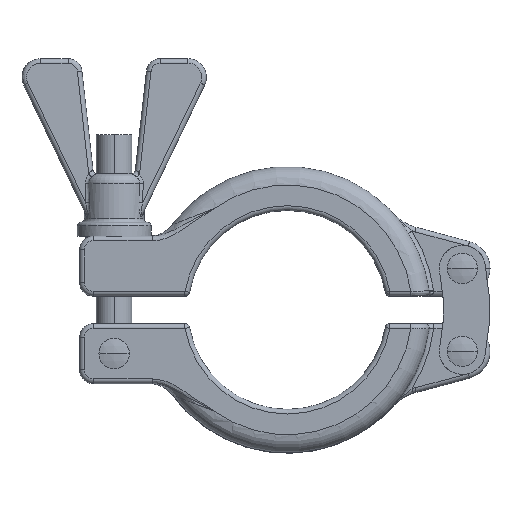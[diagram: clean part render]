
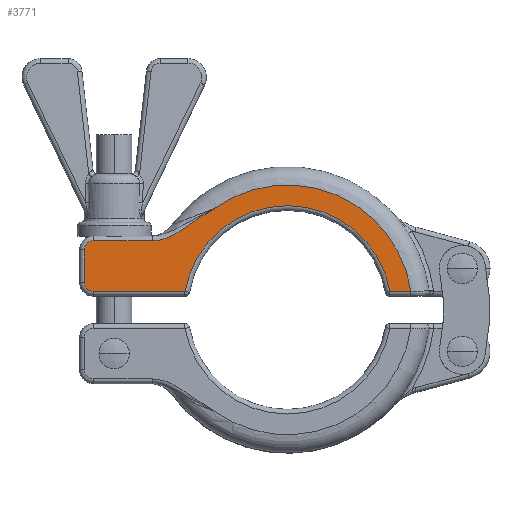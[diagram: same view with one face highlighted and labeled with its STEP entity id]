
A CAD part, top view. The second image highlights one B-rep face of the part: STEP entity #3771.
In plain terms, the highlighted planar face has unit normal (0, 0, 1).
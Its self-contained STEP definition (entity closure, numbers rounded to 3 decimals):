
#750 = AXIS2_PLACEMENT_3D ( 'NONE', #15264, #11550, #10511 ) ;
#815 = VECTOR ( 'NONE', #4110, 1000. ) ;
#987 = CARTESIAN_POINT ( 'NONE',  ( -24.388, 16.338, 8.5 ) ) ;
#1056 = ORIENTED_EDGE ( 'NONE', *, *, #13030, .T. ) ;
#1101 = CARTESIAN_POINT ( 'NONE',  ( -21.391, 4., 8.5 ) ) ;
#1613 = PLANE ( 'NONE',  #5279 ) ;
#1653 = LINE ( 'NONE', #6574, #4244 ) ;
#1969 = CARTESIAN_POINT ( 'NONE',  ( -42.1, 4., 8.5 ) ) ;
#2033 = CARTESIAN_POINT ( 'NONE',  ( 26.803, 4., 8.5 ) ) ;
#2116 = EDGE_CURVE ( 'NONE', #12604, #4608, #3333, .T. ) ;
#2194 = CARTESIAN_POINT ( 'NONE',  ( -19.627, 19.604, 8.5 ) ) ;
#2206 = ORIENTED_EDGE ( 'NONE', *, *, #12066, .T. ) ;
#2382 = DIRECTION ( 'NONE',  ( 1., 0., 0. ) ) ;
#2414 = VERTEX_POINT ( 'NONE', #1969 ) ;
#2529 = DIRECTION ( 'NONE',  ( 0., 0., -1. ) ) ;
#2733 = CARTESIAN_POINT ( 'NONE',  ( -44.1, 13., 8.5 ) ) ;
#2738 = FACE_OUTER_BOUND ( 'NONE', #13782, .T. ) ;
#3144 = ORIENTED_EDGE ( 'NONE', *, *, #5314, .T. ) ;
#3327 = CARTESIAN_POINT ( 'NONE',  ( -29.299, 15., 8.5 ) ) ;
#3333 = CIRCLE ( 'NONE', #9504, 22.6 ) ;
#3666 = AXIS2_PLACEMENT_3D ( 'NONE', #14333, #7240, #5801 ) ;
#3771 = ADVANCED_FACE ( 'NONE', ( #2738 ), #1613, .T. ) ;
#3806 = CARTESIAN_POINT ( 'NONE',  ( 0., 0., 8.5 ) ) ;
#3947 = CARTESIAN_POINT ( 'NONE',  ( -29.299, 15., 8.5 ) ) ;
#4110 = DIRECTION ( 'NONE',  ( 0., -1., 0. ) ) ;
#4244 = VECTOR ( 'NONE', #5364, 1000. ) ;
#4462 = CARTESIAN_POINT ( 'NONE',  ( -28.65, 15., 8.5 ) ) ;
#4523 = CARTESIAN_POINT ( 'NONE',  ( 26.933, 4., 8.5 ) ) ;
#4608 = VERTEX_POINT ( 'NONE', #13869 ) ;
#4705 = CARTESIAN_POINT ( 'NONE',  ( -26.165, 15.581, 8.5 ) ) ;
#4820 = LINE ( 'NONE', #1101, #8339 ) ;
#5279 = AXIS2_PLACEMENT_3D ( 'NONE', #3806, #6294, #6533 ) ;
#5314 = EDGE_CURVE ( 'NONE', #14031, #10892, #1653, .T. ) ;
#5353 = ORIENTED_EDGE ( 'NONE', *, *, #10340, .T. ) ;
#5364 = DIRECTION ( 'NONE',  ( -1., 0., 0. ) ) ;
#5600 = EDGE_CURVE ( 'NONE', #6342, #14031, #7300, .T. ) ;
#5725 = LINE ( 'NONE', #4523, #12305 ) ;
#5801 = DIRECTION ( 'NONE',  ( 1., 0., 0. ) ) ;
#6116 = DIRECTION ( 'NONE',  ( 0., 0., 1. ) ) ;
#6294 = DIRECTION ( 'NONE',  ( 0., 0., 1. ) ) ;
#6342 = VERTEX_POINT ( 'NONE', #15748 ) ;
#6533 = DIRECTION ( 'NONE',  ( 1., 0., 0. ) ) ;
#6565 = VERTEX_POINT ( 'NONE', #2033 ) ;
#6574 = CARTESIAN_POINT ( 'NONE',  ( -42.1, 15., 8.5 ) ) ;
#6976 = CARTESIAN_POINT ( 'NONE',  ( -44.1, 6., 8.5 ) ) ;
#7122 = CARTESIAN_POINT ( 'NONE',  ( -20.152, 19.235, 8.5 ) ) ;
#7240 = DIRECTION ( 'NONE',  ( 0., 0., 1. ) ) ;
#7300 = B_SPLINE_CURVE_WITH_KNOTS ( 'NONE', 3,
 ( #9459, #15648, #10818, #2194, #7122, #8241, #9538, #15486, #987, #12021, #4705, #9611, #14524, #15570, #4462, #3327 ),
 .UNSPECIFIED., .F., .F.,
 ( 4, 2, 2, 2, 2, 2, 2, 4 ),
 ( 0., 0.004, 0.006, 0.008, 0.012, 0.012, 0.013, 0.015 ),
 .UNSPECIFIED. ) ;
#7589 = AXIS2_PLACEMENT_3D ( 'NONE', #11025, #6116, #14497 ) ;
#7740 = EDGE_CURVE ( 'NONE', #12908, #14453, #15209, .T. ) ;
#7962 = EDGE_CURVE ( 'NONE', #6565, #6342, #11126, .T. ) ;
#8045 = CARTESIAN_POINT ( 'NONE',  ( -44.1, 6., 8.5 ) ) ;
#8237 = CARTESIAN_POINT ( 'NONE',  ( -22.243, 4., 8.5 ) ) ;
#8241 = CARTESIAN_POINT ( 'NONE',  ( -21.201, 18.494, 8.5 ) ) ;
#8339 = VECTOR ( 'NONE', #2382, 1000. ) ;
#9459 = CARTESIAN_POINT ( 'NONE',  ( -15.824, 22., 8.5 ) ) ;
#9504 = AXIS2_PLACEMENT_3D ( 'NONE', #13574, #2529, #12280 ) ;
#9538 = CARTESIAN_POINT ( 'NONE',  ( -21.724, 18.121, 8.5 ) ) ;
#9611 = CARTESIAN_POINT ( 'NONE',  ( -26.775, 15.377, 8.5 ) ) ;
#9798 = ORIENTED_EDGE ( 'NONE', *, *, #2116, .T. ) ;
#10340 = EDGE_CURVE ( 'NONE', #2414, #12604, #4820, .T. ) ;
#10511 = DIRECTION ( 'NONE',  ( 1., 0., 0. ) ) ;
#10630 = DIRECTION ( 'NONE',  ( 1., 0., 0. ) ) ;
#10818 = CARTESIAN_POINT ( 'NONE',  ( -18.032, 20.685, 8.5 ) ) ;
#10892 = VERTEX_POINT ( 'NONE', #12770 ) ;
#11025 = CARTESIAN_POINT ( 'NONE',  ( -42.1, 6., 8.5 ) ) ;
#11126 = CIRCLE ( 'NONE', #3666, 27.1 ) ;
#11550 = DIRECTION ( 'NONE',  ( 0., 0., 1. ) ) ;
#12021 = CARTESIAN_POINT ( 'NONE',  ( -25.863, 15.698, 8.5 ) ) ;
#12066 = EDGE_CURVE ( 'NONE', #14453, #2414, #13763, .T. ) ;
#12280 = DIRECTION ( 'NONE',  ( 1., 0., 0. ) ) ;
#12305 = VECTOR ( 'NONE', #10630, 1000. ) ;
#12604 = VERTEX_POINT ( 'NONE', #8237 ) ;
#12747 = ORIENTED_EDGE ( 'NONE', *, *, #13521, .T. ) ;
#12770 = CARTESIAN_POINT ( 'NONE',  ( -42.1, 15., 8.5 ) ) ;
#12908 = VERTEX_POINT ( 'NONE', #2733 ) ;
#13030 = EDGE_CURVE ( 'NONE', #4608, #6565, #5725, .T. ) ;
#13521 = EDGE_CURVE ( 'NONE', #10892, #12908, #15432, .T. ) ;
#13574 = CARTESIAN_POINT ( 'NONE',  ( 0., 0., 8.5 ) ) ;
#13763 = CIRCLE ( 'NONE', #7589, 2. ) ;
#13782 = EDGE_LOOP ( 'NONE', ( #14077, #14676, #3144, #12747, #14223, #2206, #5353, #9798, #1056 ) ) ;
#13869 = CARTESIAN_POINT ( 'NONE',  ( 22.243, 4., 8.5 ) ) ;
#14031 = VERTEX_POINT ( 'NONE', #3947 ) ;
#14077 = ORIENTED_EDGE ( 'NONE', *, *, #7962, .T. ) ;
#14223 = ORIENTED_EDGE ( 'NONE', *, *, #7740, .T. ) ;
#14333 = CARTESIAN_POINT ( 'NONE',  ( 0., 0., 8.5 ) ) ;
#14453 = VERTEX_POINT ( 'NONE', #6976 ) ;
#14497 = DIRECTION ( 'NONE',  ( 1., 0., 0. ) ) ;
#14524 = CARTESIAN_POINT ( 'NONE',  ( -27.083, 15.29, 8.5 ) ) ;
#14676 = ORIENTED_EDGE ( 'NONE', *, *, #5600, .T. ) ;
#15209 = LINE ( 'NONE', #8045, #815 ) ;
#15264 = CARTESIAN_POINT ( 'NONE',  ( -42.1, 13., 8.5 ) ) ;
#15432 = CIRCLE ( 'NONE', #750, 2. ) ;
#15486 = CARTESIAN_POINT ( 'NONE',  ( -23.31, 17.03, 8.5 ) ) ;
#15570 = CARTESIAN_POINT ( 'NONE',  ( -28.016, 15.077, 8.5 ) ) ;
#15648 = CARTESIAN_POINT ( 'NONE',  ( -16.945, 21.372, 8.5 ) ) ;
#15748 = CARTESIAN_POINT ( 'NONE',  ( -15.824, 22., 8.5 ) ) ;
